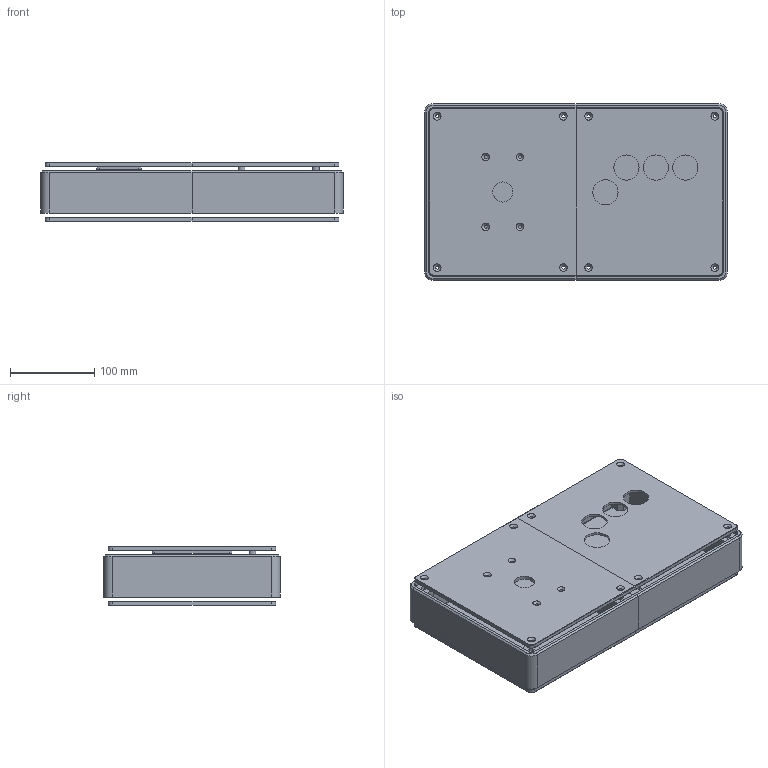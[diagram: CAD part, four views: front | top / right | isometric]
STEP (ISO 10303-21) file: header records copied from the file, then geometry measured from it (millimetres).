
FILE_DESCRIPTION(/* description */ (''),/* implementation_level */ '2;1');
FILE_NAME(/* name */ 'Open stick.step',/* time_stamp */ '2023-08-06T10:19:00-04:00',/* author */ (''),/* organization */ (''),/* preprocessor_version */ 'ST-DEVELOPER v19.2',/* originating_system */ 'Autodesk Translation Framework v12.6.0.85',/* authorisation */ '');
FILE_SCHEMA (('AUTOMOTIVE_DESIGN { 1 0 10303 214 3 1 1 }'));
Length unit declared in the file: millimetre
Products named in the file (1): Astro City Case
Bounding box: 360 x 210 x 70 mm (x, y, z)
Volume: 1409227.5 mm3; surface area: 472610.1 mm2
Topology: 6 solids, 6 shells, 307 faces, 786 edges, 506 vertices
Faces by surface type: plane 177, cylinder 88, cone 42
Full cylindrical faces by diameter (mm): 3 x4, 3.1 x2, 4 x20, 4.1 x16, 8 x4, 23.7 x1, 24 x5, 30 x6, 36 x1, 44 x1
Entity records: 9508 total; most frequent: DIRECTION 1622, CARTESIAN_POINT 1600, ORIENTED_EDGE 1572, EDGE_CURVE 786, LINE 566, VECTOR 566, AXIS2_PLACEMENT_3D 528, VERTEX_POINT 506
